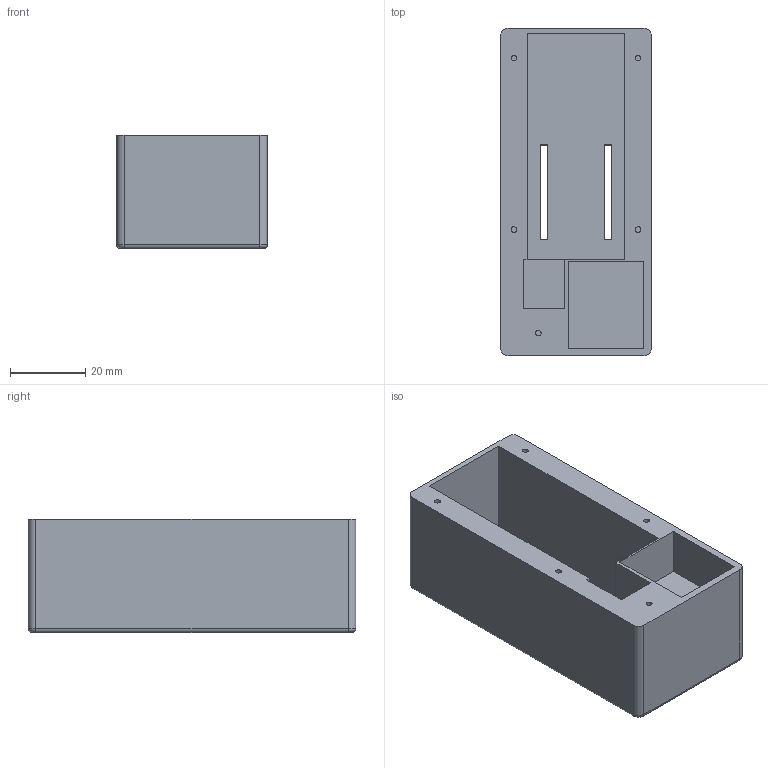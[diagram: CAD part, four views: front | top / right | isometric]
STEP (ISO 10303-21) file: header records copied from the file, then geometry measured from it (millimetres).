
FILE_DESCRIPTION(/* description */ (''),/* implementation_level */ '2;1');
FILE_NAME(/* name */ 'case.step',/* time_stamp */ '2025-08-27T09:53:59+03:00',/* author */ (''),/* organization */ (''),/* preprocessor_version */ 'ST-DEVELOPER v20.1',/* originating_system */ 'Autodesk Translation Framework v14.10.0.0',/* authorisation */ '');
FILE_SCHEMA (('AUTOMOTIVE_DESIGN { 1 0 10303 214 3 1 1 }'));
Length unit declared in the file: millimetre
Products named in the file (1): 2025-08-26-08-24-27-061
Bounding box: 40 x 87 x 30 mm (x, y, z)
Volume: 51429 mm3; surface area: 20992.5 mm2
Topology: 1 solids, 1 shells, 59 faces, 141 edges, 91 vertices
Faces by surface type: plane 38, cylinder 17, bspline 4
Full cylindrical faces by diameter (mm): 1.5 x5
Entity records: 1762 total; most frequent: CARTESIAN_POINT 324, DIRECTION 291, ORIENTED_EDGE 282, EDGE_CURVE 141, LINE 103, VECTOR 103, AXIS2_PLACEMENT_3D 94, VERTEX_POINT 91
